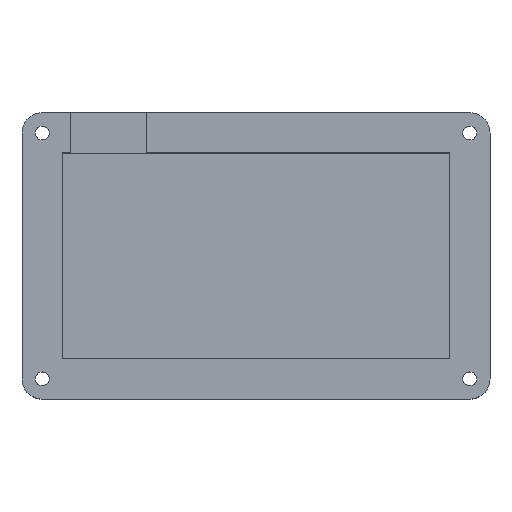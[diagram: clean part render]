
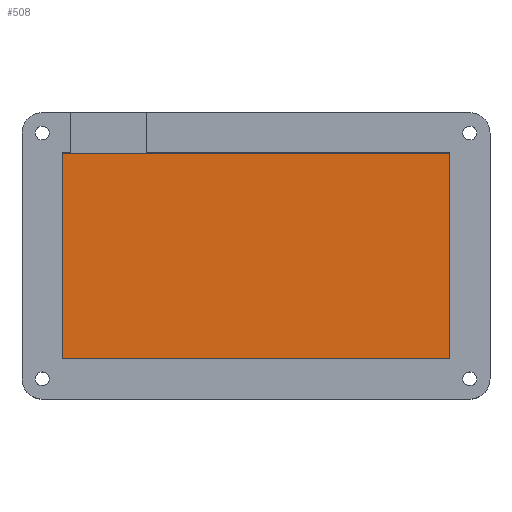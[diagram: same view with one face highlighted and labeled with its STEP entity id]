
A CAD part, top view. The second image highlights one B-rep face of the part: STEP entity #508.
In plain terms, the highlighted planar face has unit normal (0, 0, 1).
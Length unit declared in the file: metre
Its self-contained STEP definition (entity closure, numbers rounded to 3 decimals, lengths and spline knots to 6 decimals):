
#144=ORIENTED_EDGE('',*,*,#225,.F.);
#145=ORIENTED_EDGE('',*,*,#220,.T.);
#146=ORIENTED_EDGE('',*,*,#230,.T.);
#147=ORIENTED_EDGE('',*,*,#228,.F.);
#220=EDGE_CURVE('',#280,#281,#312,.T.);
#225=EDGE_CURVE('',#280,#284,#317,.T.);
#228=EDGE_CURVE('',#284,#285,#320,.T.);
#230=EDGE_CURVE('',#281,#285,#322,.T.);
#280=VERTEX_POINT('',#836);
#281=VERTEX_POINT('',#837);
#284=VERTEX_POINT('',#846);
#285=VERTEX_POINT('',#851);
#312=LINE('',#835,#352);
#317=LINE('',#845,#357);
#320=LINE('',#850,#360);
#322=LINE('',#854,#362);
#352=VECTOR('',#683,1.);
#357=VECTOR('',#690,1.);
#360=VECTOR('',#695,1.);
#362=VECTOR('',#699,1.);
#410=EDGE_LOOP('',(#144,#145,#146,#147));
#460=FACE_BOUND('',#410,.T.);
#482=PLANE('',#575);
#508=ADVANCED_FACE('',(#460),#482,.T.);
#575=AXIS2_PLACEMENT_3D('',#866,#715,#716);
#683=DIRECTION('',(0.,-1.,0.));
#690=DIRECTION('',(1.,0.,0.));
#695=DIRECTION('',(0.,-1.,0.));
#699=DIRECTION('',(1.,0.,0.));
#715=DIRECTION('',(0.,0.,1.));
#716=DIRECTION('',(1.,0.,0.));
#835=CARTESIAN_POINT('',(-0.048172,0.000185,0.003));
#836=CARTESIAN_POINT('',(-0.048172,0.025435,0.003));
#837=CARTESIAN_POINT('',(-0.048172,-0.025065,0.003));
#845=CARTESIAN_POINT('',(-0.000547,0.025435,0.003));
#846=CARTESIAN_POINT('',(0.047078,0.025435,0.003));
#850=CARTESIAN_POINT('',(0.047078,0.000185,0.003));
#851=CARTESIAN_POINT('',(0.047078,-0.025065,0.003));
#854=CARTESIAN_POINT('',(-0.000547,-0.025065,0.003));
#866=CARTESIAN_POINT('',(-0.000547,0.000135,0.003));
